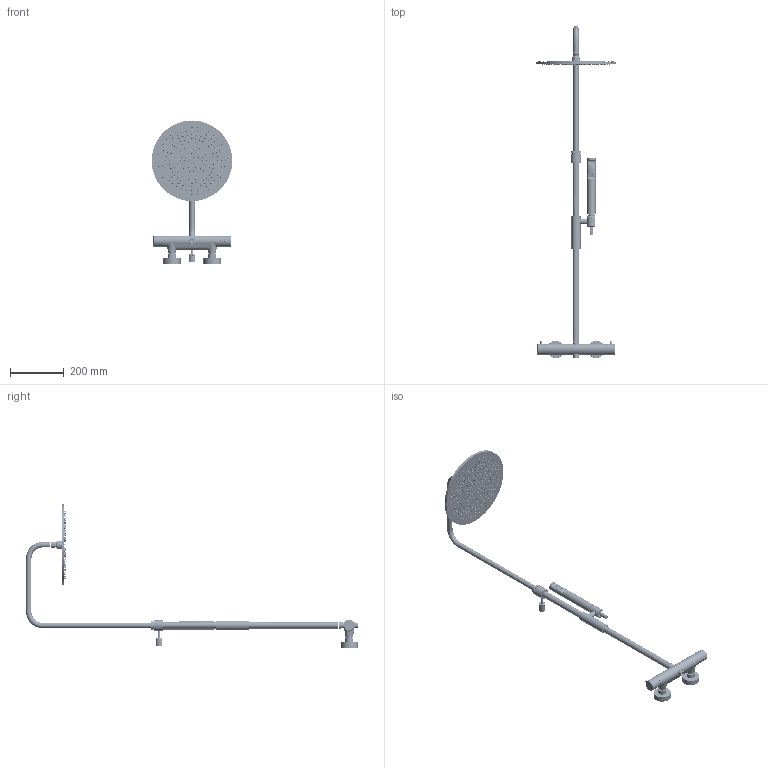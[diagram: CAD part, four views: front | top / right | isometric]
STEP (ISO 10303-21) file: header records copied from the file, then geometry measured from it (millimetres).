
FILE_DESCRIPTION((''),'2;1');
FILE_NAME('ZCOL646KLIQCR-PIA','2023-07-20T10:34:42',('simone.bertoli'),('PAFFONI SpA'),'CREO PARAMETRIC BY PTC INC, 2022124','CREO PARAMETRIC BY PTC INC, 2022124','');
FILE_SCHEMA(('CONFIG_CONTROL_DESIGN','SHAPE_APPEARANCE_LAYERS_GROUPS'));
Products named in the file (1): ZCOL646KLIQCR-PIA
Bounding box: 300.44 x 1236.1 x 532.92 mm (x, y, z)
Volume: 776600.1 mm3; surface area: 801928.9 mm2
Topology: 12 solids, 12 shells, 12086 faces, 25609 edges, 14309 vertices
Faces by surface type: torus 7051, cylinder 2571, plane 1436, cone 814, bspline 158, sphere 56
Entity records: 446677 total; most frequent: CARTESIAN_POINT 89471, DIRECTION 68124, ORIENTED_EDGE 51182, AXIS2_PLACEMENT_3D 31847, EDGE_CURVE 25591, CIRCLE 19919, VERTEX_POINT 14309, EDGE_LOOP 13490
